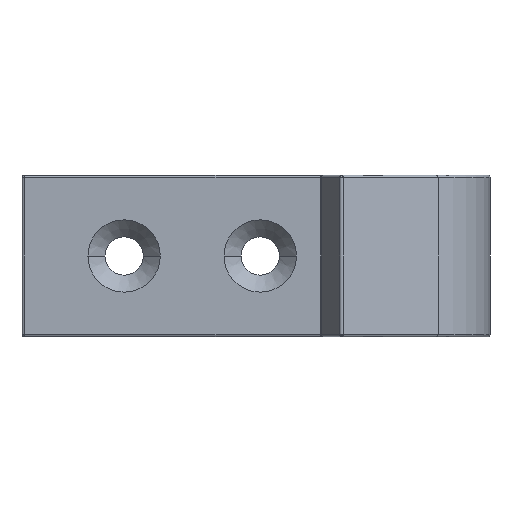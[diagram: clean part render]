
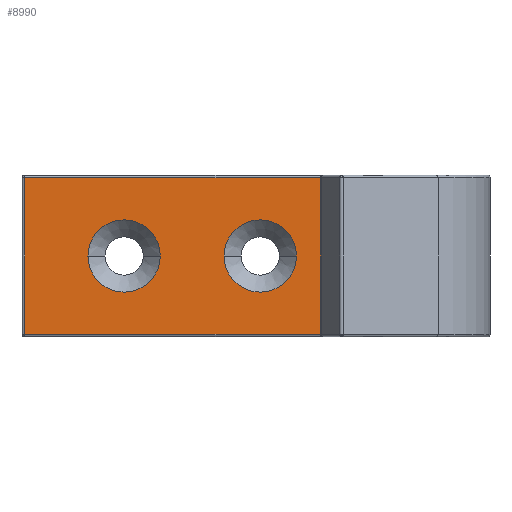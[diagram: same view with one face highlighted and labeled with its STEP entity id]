
A CAD part, left-side view. The second image highlights one B-rep face of the part: STEP entity #8990.
In plain terms, the highlighted planar face has unit normal (-1, 0, 0).
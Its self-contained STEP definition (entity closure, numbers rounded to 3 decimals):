
#2180=CARTESIAN_POINT('',(67.279,54.7,-0.3));
#2190=VERTEX_POINT('',#2180);
#3550=CARTESIAN_POINT('',(67.279,13.,-0.3));
#3560=VERTEX_POINT('',#3550);
#3590=CARTESIAN_POINT('',(67.279,0.,-0.3));
#3600=DIRECTION('',(0.,1.,0.));
#3610=VECTOR('',#3600,1.);
#3620=LINE('',#3590,#3610);
#3630=EDGE_CURVE('',#3560,#2190,#3620,.T.);
#7210=CARTESIAN_POINT('',(67.279,54.7,-18.7));
#7220=VERTEX_POINT('',#7210);
#7250=CARTESIAN_POINT('',(67.279,0.,-18.7));
#7260=DIRECTION('',(0.,1.,0.));
#7270=VECTOR('',#7260,1.);
#7280=LINE('',#7250,#7270);
#7290=CARTESIAN_POINT('',(67.279,13.,-18.7));
#7300=VERTEX_POINT('',#7290);
#7310=EDGE_CURVE('',#7300,#7220,#7280,.T.);
#8400=CARTESIAN_POINT('',(67.279,4.7,0.));
#8410=DIRECTION('',(1.,0.,0.));
#8420=DIRECTION('',(0.,-1.,0.));
#8430=AXIS2_PLACEMENT_3D('',#8400,#8410,#8420);
#8440=PLANE('',#8430);
#8450=CARTESIAN_POINT('',(67.279,43.,-9.5));
#8460=DIRECTION('',(-1.,0.,0.));
#8470=DIRECTION('',(0.,1.,0.));
#8480=AXIS2_PLACEMENT_3D('',#8450,#8460,#8470);
#8490=CIRCLE('',#8480,4.25);
#8500=CARTESIAN_POINT('',(67.279,43.,-5.25));
#8510=VERTEX_POINT('',#8500);
#8520=CARTESIAN_POINT('',(67.279,47.25,-9.5));
#8530=VERTEX_POINT('',#8520);
#8540=EDGE_CURVE('',#8510,#8530,#8490,.T.);
#8550=ORIENTED_EDGE('',*,*,#8540,.F.);
#8560=CARTESIAN_POINT('',(67.279,38.75,-9.5));
#8570=VERTEX_POINT('',#8560);
#8580=EDGE_CURVE('',#8530,#8570,#8490,.T.);
#8590=ORIENTED_EDGE('',*,*,#8580,.F.);
#8600=EDGE_CURVE('',#8570,#8510,#8490,.T.);
#8610=ORIENTED_EDGE('',*,*,#8600,.F.);
#8620=EDGE_LOOP('',(#8610,#8590,#8550));
#8630=FACE_BOUND('',#8620,.T.);
#8640=CARTESIAN_POINT('',(67.279,27.,-9.5));
#8650=DIRECTION('',(-1.,0.,0.));
#8660=DIRECTION('',(0.,1.,0.));
#8670=AXIS2_PLACEMENT_3D('',#8640,#8650,#8660);
#8680=CIRCLE('',#8670,4.25);
#8690=CARTESIAN_POINT('',(67.279,27.,-5.25));
#8700=VERTEX_POINT('',#8690);
#8710=CARTESIAN_POINT('',(67.279,31.25,-9.5));
#8720=VERTEX_POINT('',#8710);
#8730=EDGE_CURVE('',#8700,#8720,#8680,.T.);
#8740=ORIENTED_EDGE('',*,*,#8730,.F.);
#8750=CARTESIAN_POINT('',(67.279,22.75,-9.5));
#8760=VERTEX_POINT('',#8750);
#8770=EDGE_CURVE('',#8720,#8760,#8680,.T.);
#8780=ORIENTED_EDGE('',*,*,#8770,.F.);
#8790=EDGE_CURVE('',#8760,#8700,#8680,.T.);
#8800=ORIENTED_EDGE('',*,*,#8790,.F.);
#8810=EDGE_LOOP('',(#8800,#8780,#8740));
#8820=FACE_BOUND('',#8810,.T.);
#8830=ORIENTED_EDGE('',*,*,#3630,.T.);
#8840=CARTESIAN_POINT('',(67.279,13.,0.));
#8850=DIRECTION('',(0.,0.,-1.));
#8860=VECTOR('',#8850,1.);
#8870=LINE('',#8840,#8860);
#8880=EDGE_CURVE('',#3560,#7300,#8870,.T.);
#8890=ORIENTED_EDGE('',*,*,#8880,.F.);
#8900=ORIENTED_EDGE('',*,*,#7310,.F.);
#8910=CARTESIAN_POINT('',(67.279,54.7,0.));
#8920=DIRECTION('',(0.,0.,-1.));
#8930=VECTOR('',#8920,1.);
#8940=LINE('',#8910,#8930);
#8950=EDGE_CURVE('',#2190,#7220,#8940,.T.);
#8960=ORIENTED_EDGE('',*,*,#8950,.T.);
#8970=EDGE_LOOP('',(#8960,#8900,#8890,#8830));
#8980=FACE_OUTER_BOUND('',#8970,.T.);
#8990=ADVANCED_FACE('',(#8630,#8820,#8980),#8440,.F.);
